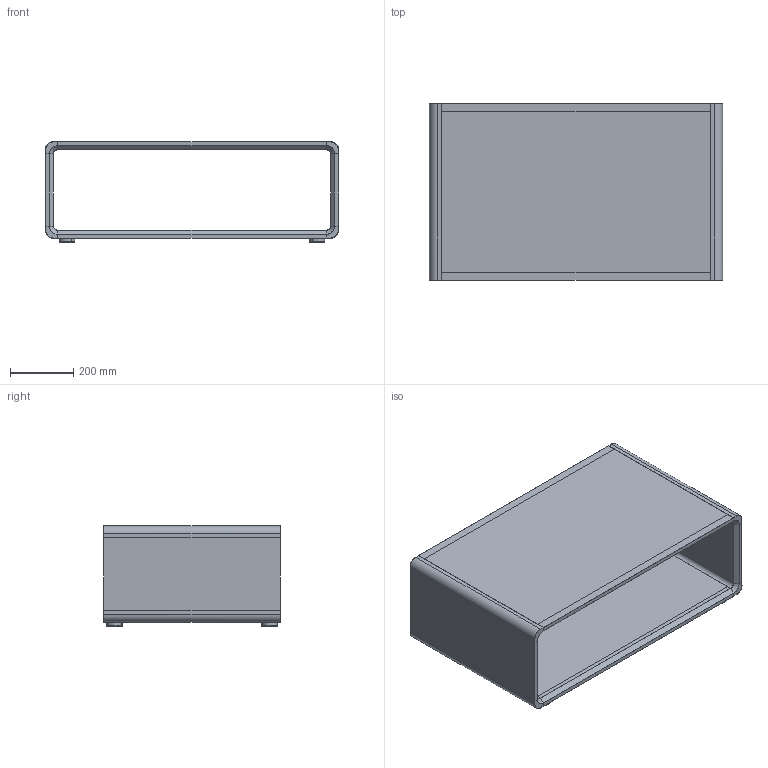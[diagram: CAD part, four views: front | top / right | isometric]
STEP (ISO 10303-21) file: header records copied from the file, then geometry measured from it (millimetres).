
FILE_DESCRIPTION(/* description */ (''),/* implementation_level */ '2;1');
FILE_NAME(/* name */ 'Floyd Modular Table',/* time_stamp */ '2022-03-26T22:29:49-07:00',/* author */ (''),/* organization */ (''),/* preprocessor_version */ 'ST-DEVELOPER v16.5',/* originating_system */ 'Rhino 7.16',/* authorisation */ '');
FILE_SCHEMA (('CONFIG_CONTROL_DESIGN'));
Length unit declared in the file: inch
Products named in the file (1): Document
Bounding box: 927.1 x 558.8 x 317.51 mm (x, y, z)
Volume: 9147318 mm3; surface area: 2935823.4 mm2
Topology: 10 solids, 16 shells, 176 faces, 432 edges, 280 vertices
Faces by surface type: plane 80, cylinder 56, bspline 40
Entity records: 4796 total; most frequent: CARTESIAN_POINT 1955, ORIENTED_EDGE 832, EDGE_CURVE 432, VERTEX_POINT 280, B_SPLINE_CURVE_WITH_KNOTS 232, ADVANCED_FACE 176, FACE_OUTER_BOUND 176, EDGE_LOOP 176
